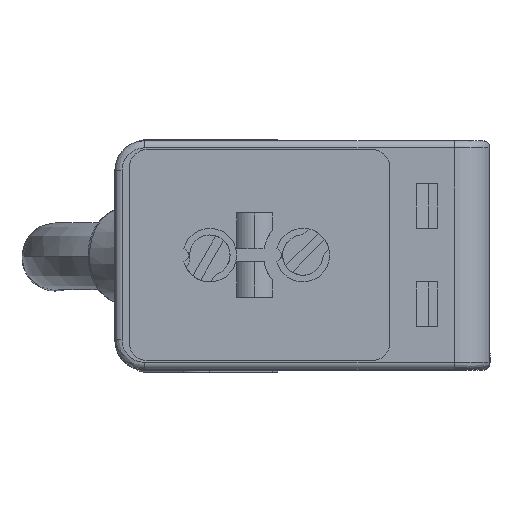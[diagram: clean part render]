
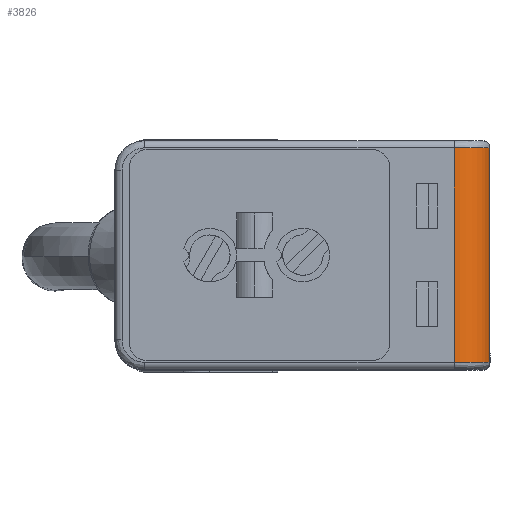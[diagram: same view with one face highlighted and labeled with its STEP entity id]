
A CAD part, top view. The second image highlights one B-rep face of the part: STEP entity #3826.
In plain terms, the highlighted cylindrical face has radius 2 mm (diameter 4 mm), a partial arc.
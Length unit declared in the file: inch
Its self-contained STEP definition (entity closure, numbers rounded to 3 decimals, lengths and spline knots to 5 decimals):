
#815 = CARTESIAN_POINT ( 'NONE',  ( 0., -0.07874, 1.14961 ) ) ;
#1478 = CARTESIAN_POINT ( 'NONE',  ( -0.07874, -0.23622, 1.14961 ) ) ;
#1915 = VERTEX_POINT ( 'NONE', #13733 ) ;
#2172 = EDGE_CURVE ( 'NONE', #6886, #11712, #7717, .T. ) ;
#2326 = CIRCLE ( 'NONE', #10967, 0.07874 ) ;
#2583 = DIRECTION ( 'NONE',  ( 1., 0., 0. ) ) ;
#2793 = ORIENTED_EDGE ( 'NONE', *, *, #2172, .T. ) ;
#3191 = DIRECTION ( 'NONE',  ( 1., 0., 0. ) ) ;
#3217 = EDGE_LOOP ( 'NONE', ( #2793, #7751, #5778, #9415 ) ) ;
#3629 = FACE_OUTER_BOUND ( 'NONE', #3217, .T. ) ;
#3826 = ADVANCED_FACE ( 'NONE', ( #3629 ), #12393, .T. ) ;
#4211 = CIRCLE ( 'NONE', #7206, 0.07874 ) ;
#4212 = EDGE_CURVE ( 'NONE', #1915, #12978, #12550, .T. ) ;
#4598 = DIRECTION ( 'NONE',  ( 0., -1., 0. ) ) ;
#4830 = CARTESIAN_POINT ( 'NONE',  ( -0.07874, 0.23622, 1.22835 ) ) ;
#5719 = EDGE_CURVE ( 'NONE', #11712, #1915, #2326, .T. ) ;
#5778 = ORIENTED_EDGE ( 'NONE', *, *, #4212, .T. ) ;
#6464 = DIRECTION ( 'NONE',  ( 1., 0., 0. ) ) ;
#6702 = AXIS2_PLACEMENT_3D ( 'NONE', #8628, #9747, #3191 ) ;
#6886 = VERTEX_POINT ( 'NONE', #4830 ) ;
#7206 = AXIS2_PLACEMENT_3D ( 'NONE', #8733, #9620, #6464 ) ;
#7717 = LINE ( 'NONE', #13117, #8742 ) ;
#7751 = ORIENTED_EDGE ( 'NONE', *, *, #5719, .T. ) ;
#8628 = CARTESIAN_POINT ( 'NONE',  ( -0.07874, -0.07874, 1.14961 ) ) ;
#8733 = CARTESIAN_POINT ( 'NONE',  ( -0.07874, 0.23622, 1.14961 ) ) ;
#8742 = VECTOR ( 'NONE', #4598, 39.37008 ) ;
#8984 = EDGE_CURVE ( 'NONE', #6886, #12978, #4211, .T. ) ;
#9027 = DIRECTION ( 'NONE',  ( 0., 1., 0. ) ) ;
#9251 = CARTESIAN_POINT ( 'NONE',  ( -0.07874, -0.23622, 1.22835 ) ) ;
#9415 = ORIENTED_EDGE ( 'NONE', *, *, #8984, .F. ) ;
#9620 = DIRECTION ( 'NONE',  ( 0., 1., 0. ) ) ;
#9747 = DIRECTION ( 'NONE',  ( 0., -1., 0. ) ) ;
#10967 = AXIS2_PLACEMENT_3D ( 'NONE', #1478, #9027, #2583 ) ;
#11712 = VERTEX_POINT ( 'NONE', #9251 ) ;
#11752 = CARTESIAN_POINT ( 'NONE',  ( 0., 0.23622, 1.14961 ) ) ;
#12043 = VECTOR ( 'NONE', #13684, 39.37008 ) ;
#12393 = CYLINDRICAL_SURFACE ( 'NONE', #6702, 0.07874 ) ;
#12550 = LINE ( 'NONE', #815, #12043 ) ;
#12978 = VERTEX_POINT ( 'NONE', #11752 ) ;
#13117 = CARTESIAN_POINT ( 'NONE',  ( -0.07874, -0.07874, 1.22835 ) ) ;
#13684 = DIRECTION ( 'NONE',  ( 0., 1., 0. ) ) ;
#13733 = CARTESIAN_POINT ( 'NONE',  ( 0., -0.23622, 1.14961 ) ) ;
